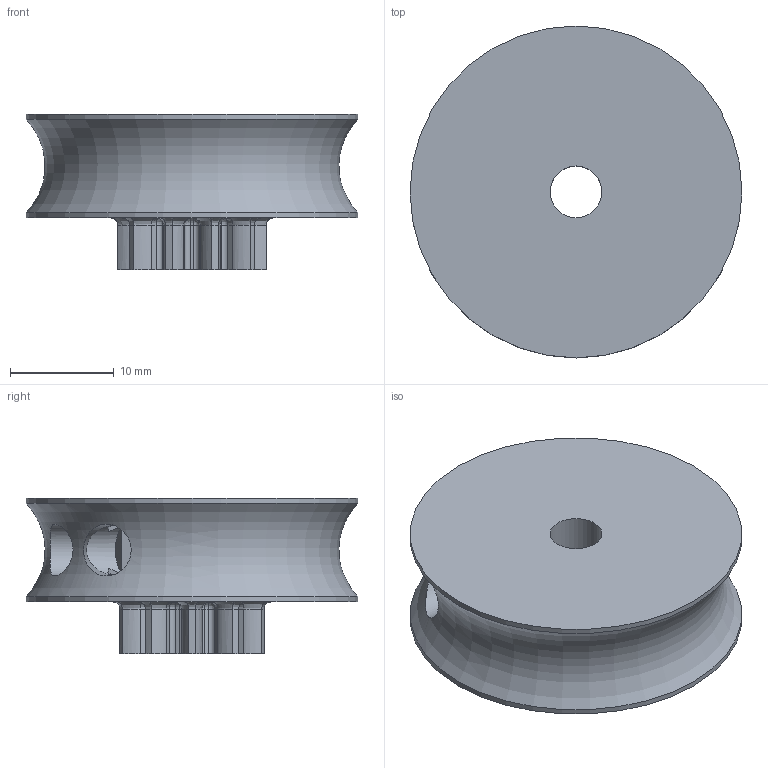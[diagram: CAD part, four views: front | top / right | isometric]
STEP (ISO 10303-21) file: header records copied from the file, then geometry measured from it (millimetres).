
FILE_DESCRIPTION(/* description */ (''),/* implementation_level */ '2;1');
FILE_NAME(/* name */ '8cc6d4e8-94b3-4e1f-840a-3f171ce74f11.stp',/* time_stamp */ '2019-01-08T13:35:16+00:00',/* author */ (''),/* organization */ (''),/* preprocessor_version */ 'ST-DEVELOPER v17.2',/* originating_system */ 'Autodesk Translation Framework v7.6.0.251',/* authorisation */ '');
FILE_SCHEMA (('AUTOMOTIVE_DESIGN { 1 0 10303 214 3 1 1 }'));
Length unit declared in the file: millimetre
Products named in the file (5): driven gear; Spur Gear (24 teeth); Component4; Component2; Component3
Assembly tree (4 placements, depth 3):
  driven gear
    Spur Gear (24 teeth)
      Component4
    Component2
      Component3
Bounding box: 32 x 32 x 15 mm (x, y, z)
Volume: 6937.7 mm3; surface area: 3357.6 mm2
Topology: 1 solids, 1 shells, 181 faces, 455 edges, 257 vertices
Faces by surface type: bspline 102, cylinder 47, plane 31, torus 1
Full cylindrical faces by diameter (mm): 5 x3, 32 x2
Entity records: 16039 total; most frequent: CARTESIAN_POINT 12466, ORIENTED_EDGE 870, DIRECTION 482, EDGE_CURVE 435, VERTEX_POINT 257, B_SPLINE_CURVE_WITH_KNOTS 204, EDGE_LOOP 186, AXIS2_PLACEMENT_3D 183
